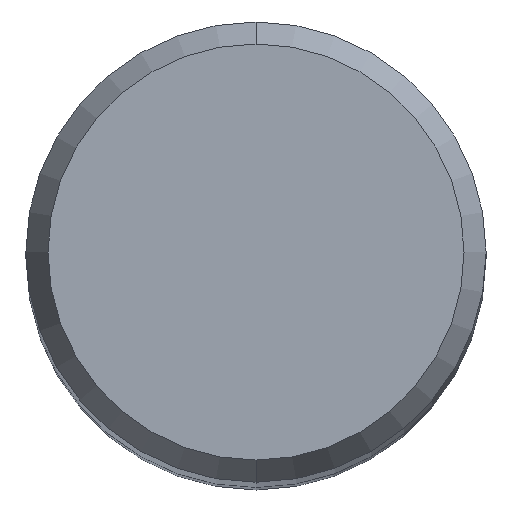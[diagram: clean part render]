
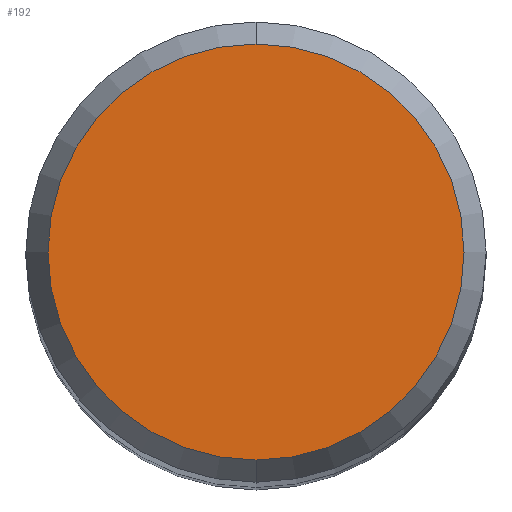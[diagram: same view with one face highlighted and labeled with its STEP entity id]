
A CAD part, top view. The second image highlights one B-rep face of the part: STEP entity #192.
In plain terms, the highlighted planar face has unit normal (0, 0, 1).
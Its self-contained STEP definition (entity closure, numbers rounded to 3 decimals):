
#150=EDGE_CURVE('',#230,#204,#309,.T.);
#192=ADVANCED_FACE('',(#355),#356,.T.);
#204=VERTEX_POINT('',#371);
#222=EDGE_CURVE('',#204,#230,#393,.T.);
#230=VERTEX_POINT('',#401);
#309=CIRCLE('',#490,2.158);
#355=FACE_OUTER_BOUND('',#545,.T.);
#356=PLANE('',#546);
#371=CARTESIAN_POINT('',(0.0,2.158,0.01));
#393=CIRCLE('',#590,2.158);
#401=CARTESIAN_POINT('',(0.,-2.158,0.01));
#490=AXIS2_PLACEMENT_3D('',#679,#680,#681);
#545=EDGE_LOOP('',(#736,#737));
#546=AXIS2_PLACEMENT_3D('',#738,#739,#740);
#590=AXIS2_PLACEMENT_3D('',#801,#802,#803);
#679=CARTESIAN_POINT('',(0.0,0.0,0.01));
#680=DIRECTION('',(0.0,0.0,-1.0));
#681=DIRECTION('',(0.0,1.0,0.0));
#736=ORIENTED_EDGE('',*,*,#222,.F.);
#737=ORIENTED_EDGE('',*,*,#150,.F.);
#738=CARTESIAN_POINT('',(0.0,1.079,0.01));
#739=DIRECTION('',(-0.0,0.0,1.0));
#740=DIRECTION('',(0.0,-1.0,0.0));
#801=CARTESIAN_POINT('',(0.0,0.0,0.01));
#802=DIRECTION('',(0.0,0.0,-1.0));
#803=DIRECTION('',(0.0,1.0,0.0));
